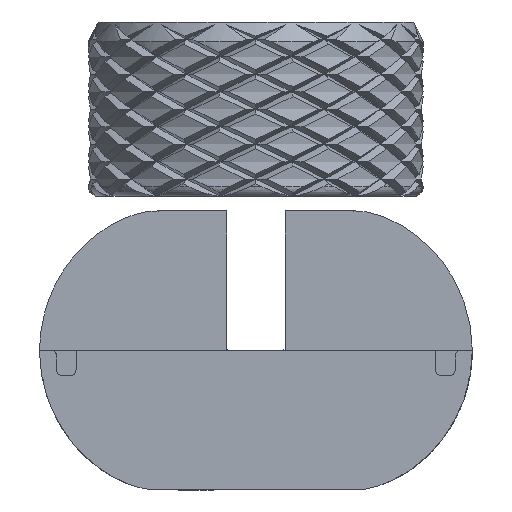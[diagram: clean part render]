
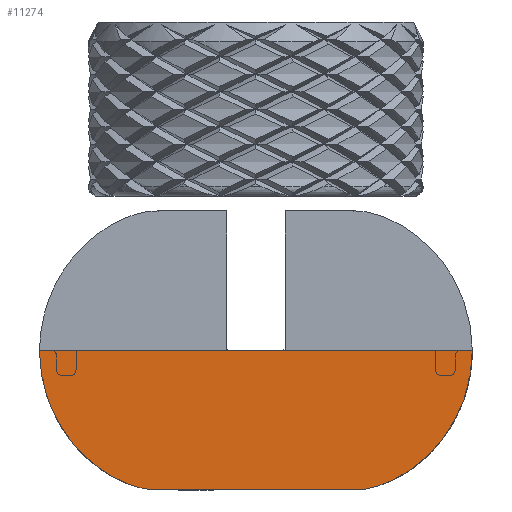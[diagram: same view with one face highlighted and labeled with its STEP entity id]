
A CAD part, front view. The second image highlights one B-rep face of the part: STEP entity #11274.
In plain terms, the highlighted planar face has unit normal (0, -1, 0).
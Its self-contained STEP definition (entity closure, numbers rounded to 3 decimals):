
#714=B_SPLINE_CURVE_WITH_KNOTS('',3,(#15179,#15180,#15181,#15182,#15183,
#15184,#15185,#15186,#15187,#15188,#15189,#15190,#15191,#15192,#15193,#15194,
#15195,#15196,#15197,#15198,#15199,#15200,#15201,#15202,#15203,#15204,#15205,
#15206,#15207,#15208,#15209,#15210,#15211,#15212,#15213,#15214,#15215,#15216,
#15217,#15218,#15219,#15220,#15221,#15222,#15223,#15224,#15225,#15226,#15227,
#15228,#15229,#15230,#15231,#15232,#15233,#15234,#15235,#15236,#15237,#15238,
#15239,#15240,#15241,#15242,#15243,#15244,#15245,#15246,#15247,#15248,#15249,
#15250,#15251,#15252,#15253,#15254,#15255,#15256,#15257),.UNSPECIFIED.,
 .F.,.F.,(4,3,3,3,3,3,3,3,3,3,3,3,3,3,3,3,3,3,3,3,3,3,3,3,3,3,4),(1.218,
1.261,1.305,1.348,1.391,1.432,
1.474,1.516,1.56,1.606,1.654,
1.709,1.766,1.824,1.881,1.937,
1.993,2.049,2.101,2.152,2.201,
2.249,2.296,2.342,2.386,2.43,
2.439),.UNSPECIFIED.);
#715=B_SPLINE_CURVE_WITH_KNOTS('',3,(#15258,#15259,#15260,#15261,#15262,
#15263,#15264,#15265,#15266,#15267,#15268,#15269),.UNSPECIFIED.,.F.,.F.,
(4,2,2,2,2,4),(-2.439,-2.318,-2.168,-1.951,
-1.501,-1.218),.UNSPECIFIED.);
#2242=PLANE('',#12195);
#2355=FACE_OUTER_BOUND('',#3212,.T.);
#3212=EDGE_LOOP('',(#7751,#7752,#7753,#7754));
#3999=LINE('',#13526,#4178);
#4096=LINE('',#14661,#4275);
#4178=VECTOR('',#12514,10.);
#4275=VECTOR('',#12809,10.);
#4488=VERTEX_POINT('',#13518);
#4489=VERTEX_POINT('',#13525);
#4590=VERTEX_POINT('',#14659);
#4591=VERTEX_POINT('',#14660);
#5493=EDGE_CURVE('',#4488,#4489,#3999,.T.);
#5663=EDGE_CURVE('',#4590,#4591,#4096,.T.);
#5692=EDGE_CURVE('',#4489,#4590,#714,.T.);
#5693=EDGE_CURVE('',#4591,#4488,#715,.T.);
#7751=ORIENTED_EDGE('',*,*,#5692,.F.);
#7752=ORIENTED_EDGE('',*,*,#5493,.F.);
#7753=ORIENTED_EDGE('',*,*,#5693,.F.);
#7754=ORIENTED_EDGE('',*,*,#5663,.F.);
#11274=ADVANCED_FACE('',(#2355),#2242,.T.);
#12195=AXIS2_PLACEMENT_3D('',#15178,#12853,#12854);
#12514=DIRECTION('',(1.,0.,0.));
#12809=DIRECTION('',(-1.,0.,0.));
#12853=DIRECTION('center_axis',(0.,-1.,0.));
#12854=DIRECTION('ref_axis',(0.,0.,-1.));
#13518=CARTESIAN_POINT('',(-15.488,1.382,-0.015));
#13525=CARTESIAN_POINT('',(15.512,1.382,-0.015));
#13526=CARTESIAN_POINT('',(-19.988,1.382,-0.015));
#14659=CARTESIAN_POINT('',(7.012,1.382,-10.029));
#14660=CARTESIAN_POINT('',(-6.988,1.382,-10.029));
#14661=CARTESIAN_POINT('',(7.458,1.382,-10.029));
#15178=CARTESIAN_POINT('Origin',(-19.988,1.382,-0.015));
#15179=CARTESIAN_POINT('Ctrl Pts',(15.512,1.382,-0.015));
#15180=CARTESIAN_POINT('Ctrl Pts',(15.512,1.382,-0.214));
#15181=CARTESIAN_POINT('Ctrl Pts',(15.507,1.382,-0.414));
#15182=CARTESIAN_POINT('Ctrl Pts',(15.496,1.382,-0.613));
#15183=CARTESIAN_POINT('Ctrl Pts',(15.485,1.382,-0.814));
#15184=CARTESIAN_POINT('Ctrl Pts',(15.468,1.382,-1.014));
#15185=CARTESIAN_POINT('Ctrl Pts',(15.445,1.382,-1.213));
#15186=CARTESIAN_POINT('Ctrl Pts',(15.423,1.382,-1.412));
#15187=CARTESIAN_POINT('Ctrl Pts',(15.395,1.382,-1.61));
#15188=CARTESIAN_POINT('Ctrl Pts',(15.362,1.382,-1.806));
#15189=CARTESIAN_POINT('Ctrl Pts',(15.328,1.382,-2.));
#15190=CARTESIAN_POINT('Ctrl Pts',(15.29,1.382,-2.193));
#15191=CARTESIAN_POINT('Ctrl Pts',(15.246,1.382,-2.384));
#15192=CARTESIAN_POINT('Ctrl Pts',(15.203,1.382,-2.571));
#15193=CARTESIAN_POINT('Ctrl Pts',(15.156,1.382,-2.757));
#15194=CARTESIAN_POINT('Ctrl Pts',(15.103,1.382,-2.94));
#15195=CARTESIAN_POINT('Ctrl Pts',(15.051,1.382,-3.121));
#15196=CARTESIAN_POINT('Ctrl Pts',(14.994,1.382,-3.299));
#15197=CARTESIAN_POINT('Ctrl Pts',(14.933,1.382,-3.475));
#15198=CARTESIAN_POINT('Ctrl Pts',(14.871,1.382,-3.656));
#15199=CARTESIAN_POINT('Ctrl Pts',(14.804,1.382,-3.834));
#15200=CARTESIAN_POINT('Ctrl Pts',(14.732,1.382,-4.009));
#15201=CARTESIAN_POINT('Ctrl Pts',(14.658,1.382,-4.19));
#15202=CARTESIAN_POINT('Ctrl Pts',(14.579,1.382,-4.368));
#15203=CARTESIAN_POINT('Ctrl Pts',(14.495,1.382,-4.544));
#15204=CARTESIAN_POINT('Ctrl Pts',(14.408,1.382,-4.726));
#15205=CARTESIAN_POINT('Ctrl Pts',(14.316,1.382,-4.906));
#15206=CARTESIAN_POINT('Ctrl Pts',(14.219,1.382,-5.081));
#15207=CARTESIAN_POINT('Ctrl Pts',(14.117,1.382,-5.267));
#15208=CARTESIAN_POINT('Ctrl Pts',(14.01,1.382,-5.448));
#15209=CARTESIAN_POINT('Ctrl Pts',(13.898,1.382,-5.625));
#15210=CARTESIAN_POINT('Ctrl Pts',(13.773,1.382,-5.823));
#15211=CARTESIAN_POINT('Ctrl Pts',(13.641,1.382,-6.016));
#15212=CARTESIAN_POINT('Ctrl Pts',(13.505,1.382,-6.203));
#15213=CARTESIAN_POINT('Ctrl Pts',(13.362,1.382,-6.398));
#15214=CARTESIAN_POINT('Ctrl Pts',(13.214,1.382,-6.587));
#15215=CARTESIAN_POINT('Ctrl Pts',(13.061,1.382,-6.768));
#15216=CARTESIAN_POINT('Ctrl Pts',(12.906,1.382,-6.952));
#15217=CARTESIAN_POINT('Ctrl Pts',(12.747,1.382,-7.129));
#15218=CARTESIAN_POINT('Ctrl Pts',(12.583,1.382,-7.298));
#15219=CARTESIAN_POINT('Ctrl Pts',(12.421,1.382,-7.467));
#15220=CARTESIAN_POINT('Ctrl Pts',(12.254,1.382,-7.628));
#15221=CARTESIAN_POINT('Ctrl Pts',(12.085,1.382,-7.782));
#15222=CARTESIAN_POINT('Ctrl Pts',(11.919,1.382,-7.932));
#15223=CARTESIAN_POINT('Ctrl Pts',(11.75,1.382,-8.075));
#15224=CARTESIAN_POINT('Ctrl Pts',(11.579,1.382,-8.211));
#15225=CARTESIAN_POINT('Ctrl Pts',(11.411,1.382,-8.344));
#15226=CARTESIAN_POINT('Ctrl Pts',(11.242,1.382,-8.47));
#15227=CARTESIAN_POINT('Ctrl Pts',(11.071,1.382,-8.589));
#15228=CARTESIAN_POINT('Ctrl Pts',(10.898,1.382,-8.708));
#15229=CARTESIAN_POINT('Ctrl Pts',(10.725,1.382,-8.821));
#15230=CARTESIAN_POINT('Ctrl Pts',(10.55,1.382,-8.926));
#15231=CARTESIAN_POINT('Ctrl Pts',(10.387,1.382,-9.024));
#15232=CARTESIAN_POINT('Ctrl Pts',(10.223,1.382,-9.116));
#15233=CARTESIAN_POINT('Ctrl Pts',(10.06,1.382,-9.202));
#15234=CARTESIAN_POINT('Ctrl Pts',(9.901,1.382,-9.284));
#15235=CARTESIAN_POINT('Ctrl Pts',(9.742,1.382,-9.361));
#15236=CARTESIAN_POINT('Ctrl Pts',(9.584,1.382,-9.431));
#15237=CARTESIAN_POINT('Ctrl Pts',(9.431,1.382,-9.5));
#15238=CARTESIAN_POINT('Ctrl Pts',(9.277,1.382,-9.562));
#15239=CARTESIAN_POINT('Ctrl Pts',(9.125,1.382,-9.619));
#15240=CARTESIAN_POINT('Ctrl Pts',(8.977,1.382,-9.674));
#15241=CARTESIAN_POINT('Ctrl Pts',(8.83,1.382,-9.723));
#15242=CARTESIAN_POINT('Ctrl Pts',(8.685,1.382,-9.767));
#15243=CARTESIAN_POINT('Ctrl Pts',(8.54,1.382,-9.811));
#15244=CARTESIAN_POINT('Ctrl Pts',(8.396,1.382,-9.849));
#15245=CARTESIAN_POINT('Ctrl Pts',(8.253,1.382,-9.882));
#15246=CARTESIAN_POINT('Ctrl Pts',(8.118,1.382,-9.913));
#15247=CARTESIAN_POINT('Ctrl Pts',(7.984,1.382,-9.939));
#15248=CARTESIAN_POINT('Ctrl Pts',(7.852,1.382,-9.96));
#15249=CARTESIAN_POINT('Ctrl Pts',(7.721,1.382,-9.981));
#15250=CARTESIAN_POINT('Ctrl Pts',(7.592,1.382,-9.998));
#15251=CARTESIAN_POINT('Ctrl Pts',(7.465,1.382,-10.009));
#15252=CARTESIAN_POINT('Ctrl Pts',(7.34,1.382,-10.02));
#15253=CARTESIAN_POINT('Ctrl Pts',(7.217,1.382,-10.027));
#15254=CARTESIAN_POINT('Ctrl Pts',(7.095,1.382,-10.029));
#15255=CARTESIAN_POINT('Ctrl Pts',(7.067,1.382,-10.029));
#15256=CARTESIAN_POINT('Ctrl Pts',(7.039,1.382,-10.029));
#15257=CARTESIAN_POINT('Ctrl Pts',(7.012,1.382,-10.029));
#15258=CARTESIAN_POINT('Ctrl Pts',(-6.988,1.382,-10.029));
#15259=CARTESIAN_POINT('Ctrl Pts',(-7.556,1.382,-10.029));
#15260=CARTESIAN_POINT('Ctrl Pts',(-8.081,1.382,-9.934));
#15261=CARTESIAN_POINT('Ctrl Pts',(-9.174,1.382,-9.621));
#15262=CARTESIAN_POINT('Ctrl Pts',(-9.727,1.382,-9.377));
#15263=CARTESIAN_POINT('Ctrl Pts',(-10.995,1.382,-8.673));
#15264=CARTESIAN_POINT('Ctrl Pts',(-11.669,1.382,-8.163));
#15265=CARTESIAN_POINT('Ctrl Pts',(-13.523,1.382,-6.386));
#15266=CARTESIAN_POINT('Ctrl Pts',(-14.467,1.382,-4.875));
#15267=CARTESIAN_POINT('Ctrl Pts',(-15.323,1.382,-2.189));
#15268=CARTESIAN_POINT('Ctrl Pts',(-15.49,1.382,-1.102));
#15269=CARTESIAN_POINT('Ctrl Pts',(-15.488,1.382,-0.015));
